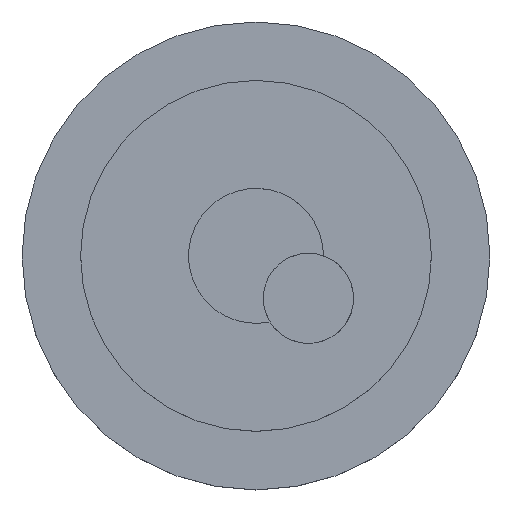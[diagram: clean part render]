
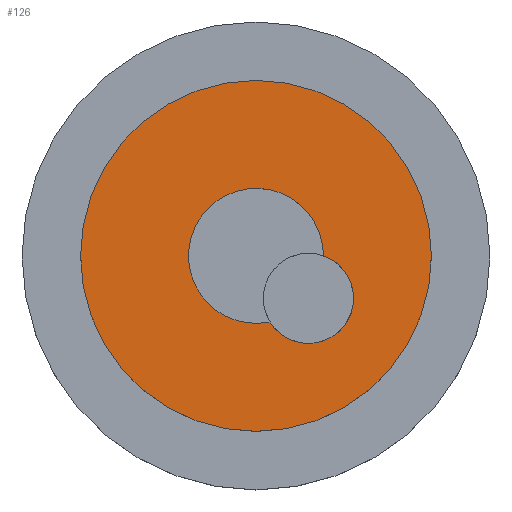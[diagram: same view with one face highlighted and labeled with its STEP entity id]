
A CAD part, top view. The second image highlights one B-rep face of the part: STEP entity #126.
In plain terms, the highlighted planar face has unit normal (0, 0, 1).
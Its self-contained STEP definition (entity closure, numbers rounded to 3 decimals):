
#15=FACE_BOUND('',#37,.T.);
#19=PLANE('',#157);
#27=FACE_OUTER_BOUND('',#36,.T.);
#36=EDGE_LOOP('',(#107));
#37=EDGE_LOOP('',(#108,#109));
#54=CIRCLE('',#147,1.002);
#57=CIRCLE('',#153,3.899);
#59=CIRCLE('',#156,1.5);
#65=VERTEX_POINT('',#216);
#66=VERTEX_POINT('',#218);
#68=VERTEX_POINT('',#227);
#76=EDGE_CURVE('',#66,#65,#54,.T.);
#80=EDGE_CURVE('',#68,#68,#57,.T.);
#83=EDGE_CURVE('',#65,#66,#59,.T.);
#107=ORIENTED_EDGE('',*,*,#80,.T.);
#108=ORIENTED_EDGE('',*,*,#76,.T.);
#109=ORIENTED_EDGE('',*,*,#83,.T.);
#126=ADVANCED_FACE('',(#27,#15),#19,.T.);
#147=AXIS2_PLACEMENT_3D('',#219,#173,#174);
#153=AXIS2_PLACEMENT_3D('',#228,#186,#187);
#156=AXIS2_PLACEMENT_3D('',#233,#193,#194);
#157=AXIS2_PLACEMENT_3D('',#234,#195,#196);
#173=DIRECTION('center_axis',(0.,0.,-1.));
#174=DIRECTION('ref_axis',(1.,0.,0.));
#186=DIRECTION('center_axis',(0.,0.,1.));
#187=DIRECTION('ref_axis',(1.,0.,0.));
#193=DIRECTION('center_axis',(0.,0.,-1.));
#194=DIRECTION('ref_axis',(1.,0.,0.));
#195=DIRECTION('center_axis',(0.,0.,1.));
#196=DIRECTION('ref_axis',(1.,0.,0.));
#216=CARTESIAN_POINT('',(0.312,-1.467,2.));
#218=CARTESIAN_POINT('',(1.5,0.,2.));
#219=CARTESIAN_POINT('Origin',(1.166,-0.944,2.));
#227=CARTESIAN_POINT('',(-3.899,0.,2.));
#228=CARTESIAN_POINT('Origin',(0.,0.,2.));
#233=CARTESIAN_POINT('Origin',(0.,0.,2.));
#234=CARTESIAN_POINT('Origin',(0.,0.,2.));
